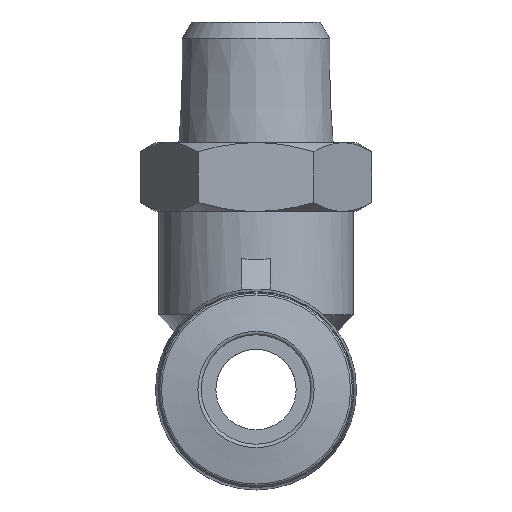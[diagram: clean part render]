
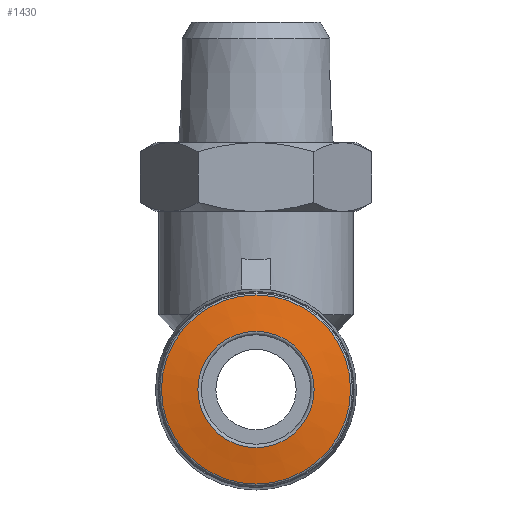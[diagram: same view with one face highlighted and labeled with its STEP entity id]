
A CAD part, left-side view. The second image highlights one B-rep face of the part: STEP entity #1430.
In plain terms, the highlighted conical face has half-angle 80 degrees and reference radius 5.062 mm.
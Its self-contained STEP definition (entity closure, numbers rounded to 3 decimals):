
#82=CONICAL_SURFACE('',#1539,5.063,1.396);
#340=ORIENTED_EDGE('',*,*,#499,.F.);
#341=ORIENTED_EDGE('',*,*,#500,.T.);
#499=EDGE_CURVE('',#590,#590,#645,.T.);
#500=EDGE_CURVE('',#591,#591,#646,.T.);
#590=VERTEX_POINT('',#2203);
#591=VERTEX_POINT('',#2205);
#645=CIRCLE('',#1540,8.235);
#646=CIRCLE('',#1541,5.063);
#718=EDGE_LOOP('',(#340));
#719=EDGE_LOOP('',(#341));
#826=FACE_BOUND('',#718,.T.);
#827=FACE_BOUND('',#719,.T.);
#1430=ADVANCED_FACE('',(#826,#827),#82,.T.);
#1539=AXIS2_PLACEMENT_3D('',#2201,#1765,#1766);
#1540=AXIS2_PLACEMENT_3D('',#2202,#1767,#1768);
#1541=AXIS2_PLACEMENT_3D('',#2204,#1769,#1770);
#1765=DIRECTION('',(1.,0.,0.));
#1766=DIRECTION('',(0.,0.,-1.));
#1767=DIRECTION('',(1.,0.,0.));
#1768=DIRECTION('',(0.,0.,-1.));
#1769=DIRECTION('',(1.,0.,0.));
#1770=DIRECTION('',(0.,0.,-1.));
#2201=CARTESIAN_POINT('',(-23.7,0.,0.));
#2202=CARTESIAN_POINT('',(-23.141,0.,0.));
#2203=CARTESIAN_POINT('',(-23.141,0.,-8.235));
#2204=CARTESIAN_POINT('',(-23.7,0.,0.));
#2205=CARTESIAN_POINT('',(-23.7,0.,-5.063));
